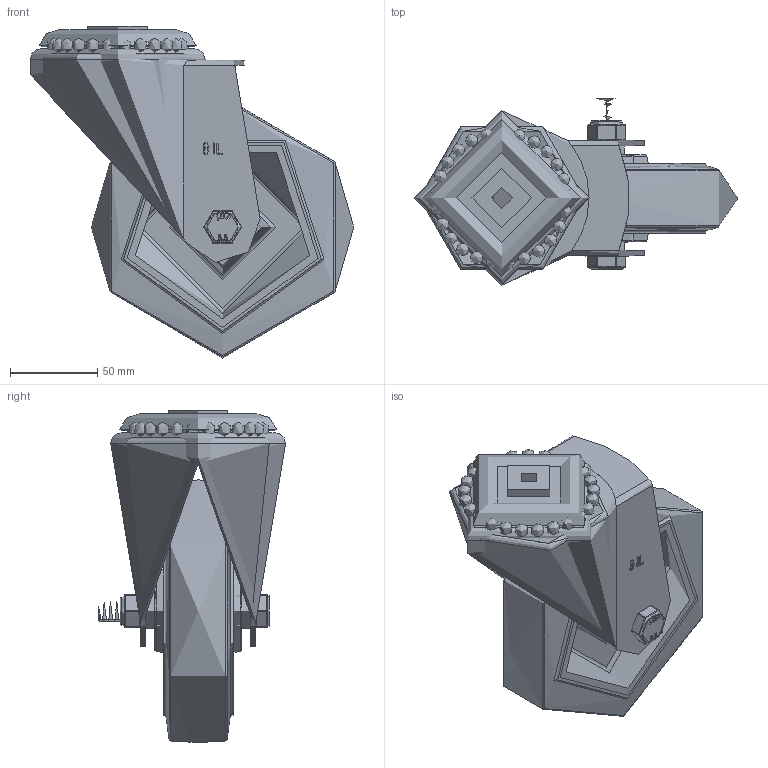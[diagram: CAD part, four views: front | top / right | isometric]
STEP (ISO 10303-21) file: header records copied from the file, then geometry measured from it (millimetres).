
FILE_DESCRIPTION(/* description */ (''),/* implementation_level */ '2;1');
FILE_NAME(/* name */ 'BZMM150SRNBJBH12.step',/* time_stamp */ '2024-10-15T15:39:27+01:00',/* author */ (''),/* organization */ (''),/* preprocessor_version */ 'ST-DEVELOPER v20',/* originating_system */ 'Autodesk Translation Framework v13.20.0.188',/* authorisation */ '');
FILE_SCHEMA (('AUTOMOTIVE_DESIGN { 1 0 10303 214 3 1 1 }'));
Length unit declared in the file: millimetre
Products named in the file (39): BZMM150SRNBJBH12; BZMM150ASBH12 v1; ZINC PLATED, PRESSED STEEL FORKS; ZINC PLATED, PRESSED STEEL HEAD; ZINC PLATED, PRESSED STEEL HEAD Geometry; BALL BEARINGS; BALL BEARINGS2; Component2; Component1; BZMH150WSRNBJM15 v1; 65 SHORE A ELASTIC RUBBER TYRE; NYLON RIM; BEARING 6202; METAL; METAL2; Pattern; Component1 (1); MIDDLE; RUBBER; RUBBER2; BEARING 62022; METAL3; METAL4; Pattern2; Component12; MIDDLE2; RUBBER3; RUBBER4; BEARING SPACER; TH15X5X12 v1; ZINC PLATED HEADED SPACER; TH15X5X12 v1 (1); ZINC PLATED HEADED SPACER (1); HEXBOLTM12X90Z8.8 v2; GRADE 8.8 ZINC PLATED BOLT; NYLOCM12Z v1; NYLOC NUT; NUT; RUBBER (1)
Assembly tree (95 placements, depth 6):
  BZMM150SRNBJBH12
    BZMM150ASBH12 v1
      ZINC PLATED, PRESSED STEEL FORKS
      ZINC PLATED, PRESSED STEEL HEAD
        ZINC PLATED, PRESSED STEEL HEAD Geometry
        BALL BEARINGS
          Component1  x25
          BALL BEARINGS2
            Component2  x20
    BZMH150WSRNBJM15 v1
      65 SHORE A ELASTIC RUBBER TYRE
      NYLON RIM
      BEARING 6202
        METAL
        METAL2
        Pattern
          Component1 (1)  x8
        MIDDLE
        RUBBER
        RUBBER2
        BEARING 62022
          METAL3
          METAL4
          Pattern2
            Component12  x8
          MIDDLE2
          RUBBER3
          RUBBER4
      BEARING SPACER
    TH15X5X12 v1
      ZINC PLATED HEADED SPACER
    TH15X5X12 v1 (1)
      ZINC PLATED HEADED SPACER (1)
    HEXBOLTM12X90Z8.8 v2
      GRADE 8.8 ZINC PLATED BOLT
    NYLOCM12Z v1
      NYLOC NUT
        NUT
        RUBBER (1)
Bounding box: 185 x 107 x 189.92 mm (x, y, z)
Volume: 613167.7 mm3; surface area: 220470.5 mm2
Topology: 81 solids, 81 shells, 1072 faces, 2650 edges, 1747 vertices
Faces by surface type: plane 395, bspline 324, cylinder 193, sphere 111, torus 27, cone 22
Full cylindrical faces by diameter (mm): 9.836 x16, 11.834 x16, 12 x3, 12.2 x1, 12.5 x4, 14 x2, 14.8 x2, 15 x3, 17.75 x1, 18 x3, 18.5 x1, 20 x10, 22.5 x4, 23 x4, 24 x1, 29 x1, 30 x8, 30.5 x4, 31 x8, 32 x2, 34 x1, 35 x4, 39 x2, 58 x1, 63 x1, 94 x1, 100 x1, 115 x2
Entity records: 42488 total; most frequent: CARTESIAN_POINT 19048, ORIENTED_EDGE 4886, DIRECTION 3896, EDGE_CURVE 2443, VERTEX_POINT 1633, AXIS2_PLACEMENT_3D 1425, EDGE_LOOP 1246, LINE 1046
